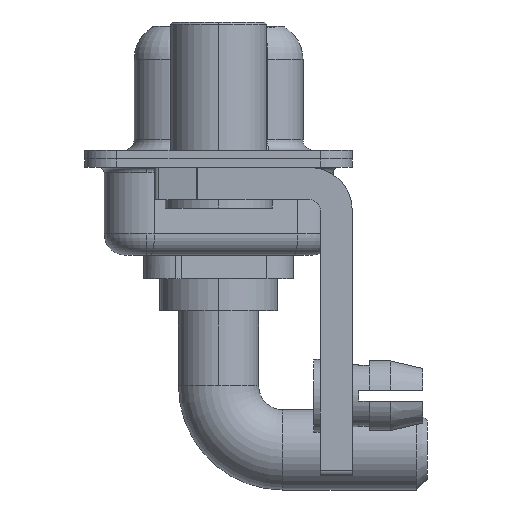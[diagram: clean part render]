
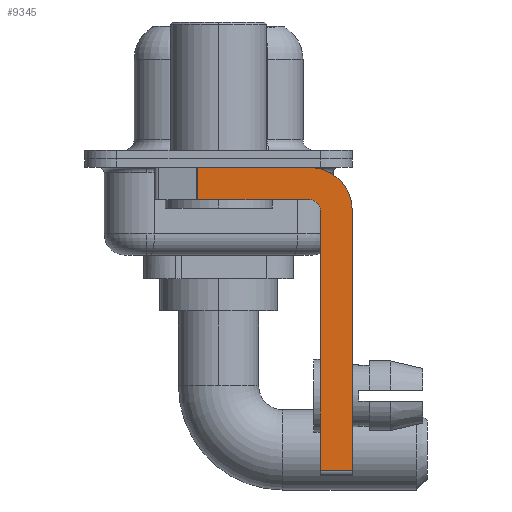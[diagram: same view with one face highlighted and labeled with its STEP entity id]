
A CAD part, left-side view. The second image highlights one B-rep face of the part: STEP entity #9345.
In plain terms, the highlighted planar face has unit normal (-1, 0, 0).
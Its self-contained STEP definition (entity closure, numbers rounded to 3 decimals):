
#58 = CARTESIAN_POINT ( 'NONE',  ( -2.9, -4.75, -14.8 ) ) ;
#337 = DIRECTION ( 'NONE',  ( 0., 1., 0. ) ) ;
#414 = ORIENTED_EDGE ( 'NONE', *, *, #2839, .F. ) ;
#1385 = EDGE_LOOP ( 'NONE', ( #8369, #2106, #4480, #12842, #11715, #2089, #414, #2208 ) ) ;
#1388 = CARTESIAN_POINT ( 'NONE',  ( -2.9, -4.25, -2.4 ) ) ;
#1475 = PLANE ( 'NONE',  #12922 ) ;
#1483 = CIRCLE ( 'NONE', #12667, 0.5 ) ;
#1943 = VERTEX_POINT ( 'NONE', #13639 ) ;
#2089 = ORIENTED_EDGE ( 'NONE', *, *, #5475, .T. ) ;
#2106 = ORIENTED_EDGE ( 'NONE', *, *, #10462, .T. ) ;
#2201 = EDGE_CURVE ( 'NONE', #3637, #9443, #1483, .T. ) ;
#2208 = ORIENTED_EDGE ( 'NONE', *, *, #6882, .F. ) ;
#2491 = CARTESIAN_POINT ( 'NONE',  ( -2.9, -4.25, -0.4 ) ) ;
#2543 = DIRECTION ( 'NONE',  ( 0., 0., 1. ) ) ;
#2635 = DIRECTION ( 'NONE',  ( 0., 0., -1. ) ) ;
#2784 = DIRECTION ( 'NONE',  ( -1., 0., 0. ) ) ;
#2839 = EDGE_CURVE ( 'NONE', #8420, #5557, #8848, .T. ) ;
#3498 = CIRCLE ( 'NONE', #9624, 2. ) ;
#3588 = DIRECTION ( 'NONE',  ( 1., 0., 0. ) ) ;
#3637 = VERTEX_POINT ( 'NONE', #10238 ) ;
#3664 = VERTEX_POINT ( 'NONE', #11682 ) ;
#3739 = EDGE_CURVE ( 'NONE', #5080, #7464, #12182, .T. ) ;
#3992 = CARTESIAN_POINT ( 'NONE',  ( -2.9, -4.25, -1.9 ) ) ;
#4480 = ORIENTED_EDGE ( 'NONE', *, *, #5500, .F. ) ;
#4958 = VECTOR ( 'NONE', #12262, 1000. ) ;
#4969 = LINE ( 'NONE', #58, #12727 ) ;
#5017 = CARTESIAN_POINT ( 'NONE',  ( -2.9, -6.25, -2.4 ) ) ;
#5027 = EDGE_CURVE ( 'NONE', #1943, #3637, #4969, .T. ) ;
#5080 = VERTEX_POINT ( 'NONE', #6060 ) ;
#5169 = LINE ( 'NONE', #3992, #10089 ) ;
#5475 = EDGE_CURVE ( 'NONE', #1943, #5557, #10341, .T. ) ;
#5500 = EDGE_CURVE ( 'NONE', #9443, #3664, #5169, .T. ) ;
#5557 = VERTEX_POINT ( 'NONE', #15371 ) ;
#6060 = CARTESIAN_POINT ( 'NONE',  ( -2.9, 0.978, -0.4 ) ) ;
#6102 = DIRECTION ( 'NONE',  ( 0., 0., -1. ) ) ;
#6315 = DIRECTION ( 'NONE',  ( 0., 0., 1. ) ) ;
#6518 = DIRECTION ( 'NONE',  ( 0., -1., 0. ) ) ;
#6882 = EDGE_CURVE ( 'NONE', #7464, #8420, #3498, .T. ) ;
#7464 = VERTEX_POINT ( 'NONE', #2491 ) ;
#7885 = CARTESIAN_POINT ( 'NONE',  ( -2.9, -4.25, -2.4 ) ) ;
#8369 = ORIENTED_EDGE ( 'NONE', *, *, #3739, .F. ) ;
#8420 = VERTEX_POINT ( 'NONE', #5017 ) ;
#8848 = LINE ( 'NONE', #11424, #11875 ) ;
#9345 = ADVANCED_FACE ( 'NONE', ( #15416 ), #1475, .F. ) ;
#9443 = VERTEX_POINT ( 'NONE', #13292 ) ;
#9624 = AXIS2_PLACEMENT_3D ( 'NONE', #12353, #3588, #6102 ) ;
#9764 = CARTESIAN_POINT ( 'NONE',  ( -2.9, 3., -0.4 ) ) ;
#10025 = CARTESIAN_POINT ( 'NONE',  ( -2.9, 0.978, -1.9 ) ) ;
#10089 = VECTOR ( 'NONE', #337, 1000. ) ;
#10238 = CARTESIAN_POINT ( 'NONE',  ( -2.9, -4.75, -2.4 ) ) ;
#10341 = LINE ( 'NONE', #14184, #16480 ) ;
#10462 = EDGE_CURVE ( 'NONE', #5080, #3664, #11274, .T. ) ;
#11274 = LINE ( 'NONE', #10025, #12521 ) ;
#11424 = CARTESIAN_POINT ( 'NONE',  ( -2.9, -6.25, -2.4 ) ) ;
#11501 = DIRECTION ( 'NONE',  ( 0., 0., -1. ) ) ;
#11682 = CARTESIAN_POINT ( 'NONE',  ( -2.9, 0.978, -1.9 ) ) ;
#11715 = ORIENTED_EDGE ( 'NONE', *, *, #5027, .F. ) ;
#11875 = VECTOR ( 'NONE', #11501, 1000. ) ;
#12182 = LINE ( 'NONE', #9764, #4958 ) ;
#12262 = DIRECTION ( 'NONE',  ( 0., -1., 0. ) ) ;
#12353 = CARTESIAN_POINT ( 'NONE',  ( -2.9, -4.25, -2.4 ) ) ;
#12521 = VECTOR ( 'NONE', #15130, 1000. ) ;
#12667 = AXIS2_PLACEMENT_3D ( 'NONE', #1388, #2784, #2543 ) ;
#12727 = VECTOR ( 'NONE', #6315, 1000. ) ;
#12842 = ORIENTED_EDGE ( 'NONE', *, *, #2201, .F. ) ;
#12922 = AXIS2_PLACEMENT_3D ( 'NONE', #7885, #15337, #2635 ) ;
#13292 = CARTESIAN_POINT ( 'NONE',  ( -2.9, -4.25, -1.9 ) ) ;
#13639 = CARTESIAN_POINT ( 'NONE',  ( -2.9, -4.75, -14.55 ) ) ;
#14184 = CARTESIAN_POINT ( 'NONE',  ( -2.9, -4.25, -14.55 ) ) ;
#15130 = DIRECTION ( 'NONE',  ( 0., 0., -1. ) ) ;
#15337 = DIRECTION ( 'NONE',  ( 1., 0., 0. ) ) ;
#15371 = CARTESIAN_POINT ( 'NONE',  ( -2.9, -6.25, -14.55 ) ) ;
#15416 = FACE_OUTER_BOUND ( 'NONE', #1385, .T. ) ;
#16480 = VECTOR ( 'NONE', #6518, 1000. ) ;
